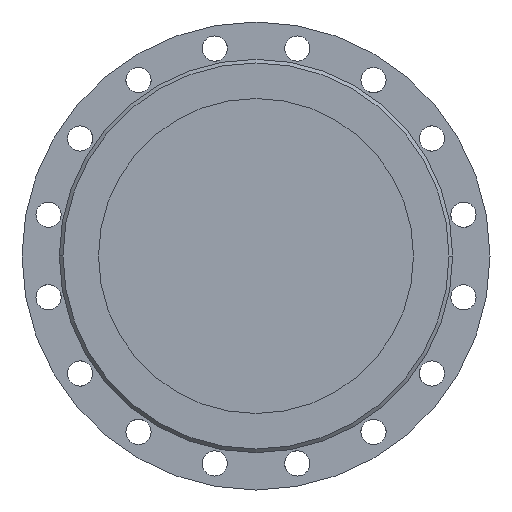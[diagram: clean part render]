
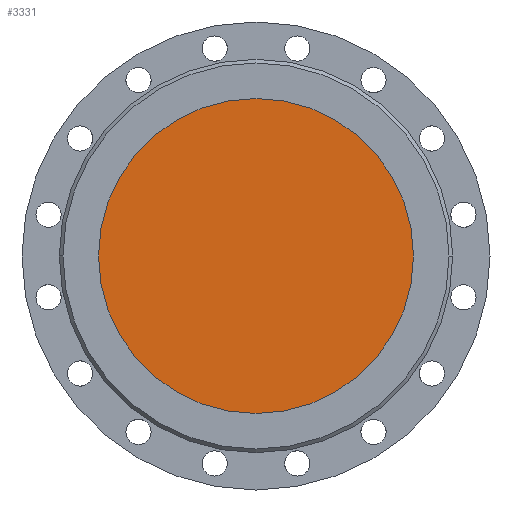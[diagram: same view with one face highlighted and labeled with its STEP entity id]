
A CAD part, left-side view. The second image highlights one B-rep face of the part: STEP entity #3331.
In plain terms, the highlighted planar face has unit normal (-1, 0, 0).
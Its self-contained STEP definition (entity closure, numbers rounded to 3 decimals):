
#1290=CARTESIAN_POINT('',(-125.,0.,0.));
#1291=DIRECTION('',(1.,0.,0.));
#1292=DIRECTION('',(0.,1.,0.));
#1293=AXIS2_PLACEMENT_3D('',#1290,#1291,#1292);
#1298=CARTESIAN_POINT('',(-125.,0.,0.));
#1299=DIRECTION('',(1.,0.,0.));
#1300=DIRECTION('',(0.,-1.,0.));
#1301=AXIS2_PLACEMENT_3D('',#1298,#1299,#1300);
#2732=CARTESIAN_POINT('',(-125.,175.,0.));
#2733=CARTESIAN_POINT('',(-125.,-175.,0.));
#2734=VERTEX_POINT('',#2732);
#2735=VERTEX_POINT('',#2733);
#3322=CARTESIAN_POINT('',(-125.,0.,0.));
#3323=DIRECTION('',(1.,0.,0.));
#3324=DIRECTION('',(0.,1.,0.));
#3325=AXIS2_PLACEMENT_3D('',#3322,#3323,#3324);
#3326=PLANE('',#3325);
#3327=ORIENTED_EDGE('',*,*,#3302,.T.);
#3328=ORIENTED_EDGE('',*,*,#3316,.T.);
#3329=EDGE_LOOP('',(#3327,#3328));
#3330=FACE_OUTER_BOUND('',#3329,.F.);
#3331=ADVANCED_FACE('',(#3330),#3326,.F.);
#1294=CIRCLE('',#1293,175.);
#1302=CIRCLE('',#1301,175.);
#3302=EDGE_CURVE('',#2734,#2735,#1294,.T.);
#3316=EDGE_CURVE('',#2735,#2734,#1302,.T.);
